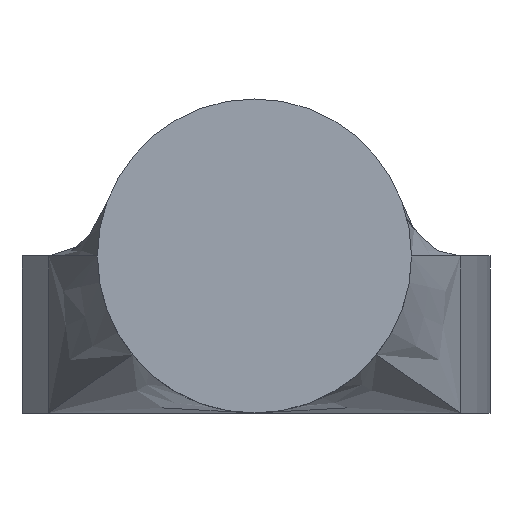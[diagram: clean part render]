
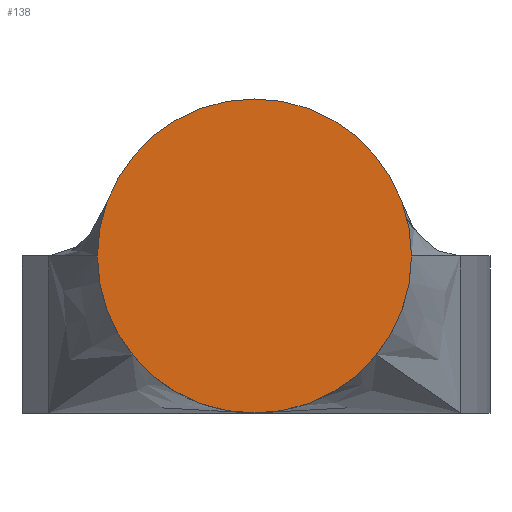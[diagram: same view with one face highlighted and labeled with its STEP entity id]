
A CAD part, front view. The second image highlights one B-rep face of the part: STEP entity #138.
In plain terms, the highlighted planar face has unit normal (0, -1, 0).
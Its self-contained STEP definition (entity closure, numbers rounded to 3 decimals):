
#89 = DIRECTION ( 'NONE',  ( 0., 0., 1. ) ) ;
#132 = EDGE_CURVE ( 'NONE', #464, #305, #383, .T. ) ;
#138 = ADVANCED_FACE ( 'NONE', ( #572 ), #606, .F. ) ;
#141 = DIRECTION ( 'NONE',  ( 0., 1., 0. ) ) ;
#208 = AXIS2_PLACEMENT_3D ( 'NONE', #512, #141, #307 ) ;
#210 = EDGE_LOOP ( 'NONE', ( #582, #409 ) ) ;
#250 = DIRECTION ( 'NONE',  ( 0., 0., 1. ) ) ;
#252 = CARTESIAN_POINT ( 'NONE',  ( 0., -1000., -5. ) ) ;
#305 = VERTEX_POINT ( 'NONE', #316 ) ;
#307 = DIRECTION ( 'NONE',  ( 0., 0., 1. ) ) ;
#309 = DIRECTION ( 'NONE',  ( 0., -1., 0. ) ) ;
#316 = CARTESIAN_POINT ( 'NONE',  ( 0., -1000., 5. ) ) ;
#344 = CARTESIAN_POINT ( 'NONE',  ( 0., -1000., 0. ) ) ;
#383 = CIRCLE ( 'NONE', #421, 5. ) ;
#399 = CIRCLE ( 'NONE', #651, 5. ) ;
#409 = ORIENTED_EDGE ( 'NONE', *, *, #132, .T. ) ;
#421 = AXIS2_PLACEMENT_3D ( 'NONE', #555, #309, #250 ) ;
#464 = VERTEX_POINT ( 'NONE', #252 ) ;
#512 = CARTESIAN_POINT ( 'NONE',  ( 0., -1000., 0. ) ) ;
#555 = CARTESIAN_POINT ( 'NONE',  ( 0., -1000., 0. ) ) ;
#572 = FACE_OUTER_BOUND ( 'NONE', #210, .T. ) ;
#582 = ORIENTED_EDGE ( 'NONE', *, *, #664, .T. ) ;
#606 = PLANE ( 'NONE',  #208 ) ;
#640 = DIRECTION ( 'NONE',  ( 0., -1., 0. ) ) ;
#651 = AXIS2_PLACEMENT_3D ( 'NONE', #344, #640, #89 ) ;
#664 = EDGE_CURVE ( 'NONE', #305, #464, #399, .T. ) ;
